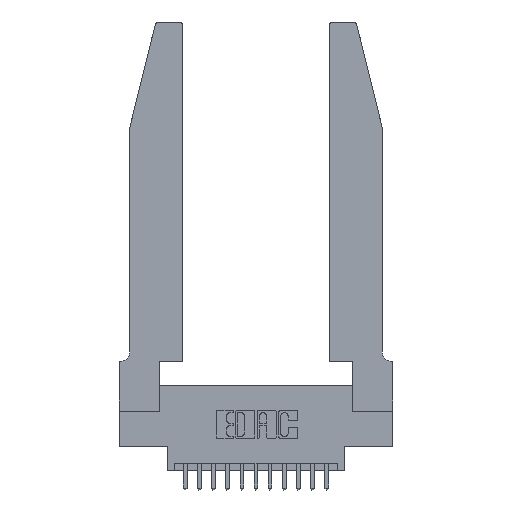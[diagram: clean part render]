
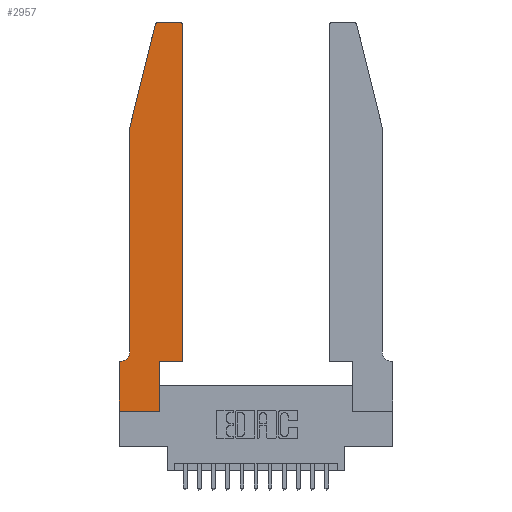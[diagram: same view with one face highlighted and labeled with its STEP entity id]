
A CAD part, top view. The second image highlights one B-rep face of the part: STEP entity #2957.
In plain terms, the highlighted planar face has unit normal (0, 0, 1).
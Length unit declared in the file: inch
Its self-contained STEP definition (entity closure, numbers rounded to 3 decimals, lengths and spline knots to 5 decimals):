
#161 = VERTEX_POINT ( 'NONE', #7218 ) ;
#639 = DIRECTION ( 'NONE',  ( 0., 1., 0. ) ) ;
#693 = CARTESIAN_POINT ( 'NONE',  ( 0.0755, 2., 0.37 ) ) ;
#696 = DIRECTION ( 'NONE',  ( 0., 0., -1. ) ) ;
#1044 = DIRECTION ( 'NONE',  ( 0., 1., 0. ) ) ;
#1061 = CARTESIAN_POINT ( 'NONE',  ( 0.2865, 0.35, 0.37 ) ) ;
#1084 = VECTOR ( 'NONE', #639, 39.37008 ) ;
#1094 = AXIS2_PLACEMENT_3D ( 'NONE', #7634, #8777, #6092 ) ;
#1483 = VERTEX_POINT ( 'NONE', #6389 ) ;
#1497 = VECTOR ( 'NONE', #13155, 39.37008 ) ;
#1525 = VERTEX_POINT ( 'NONE', #17030 ) ;
#1606 = DIRECTION ( 'NONE',  ( 0., 0., 1. ) ) ;
#1678 = VERTEX_POINT ( 'NONE', #5434 ) ;
#1698 = ORIENTED_EDGE ( 'NONE', *, *, #8595, .T. ) ;
#2247 = ORIENTED_EDGE ( 'NONE', *, *, #11789, .T. ) ;
#2288 = CARTESIAN_POINT ( 'NONE',  ( 0.2865, 0.35, 0.37 ) ) ;
#2307 = EDGE_CURVE ( 'NONE', #14056, #4807, #10531, .T. ) ;
#2513 = EDGE_CURVE ( 'NONE', #5355, #14056, #13872, .T. ) ;
#2957 = ADVANCED_FACE ( 'NONE', ( #11559 ), #8854, .T. ) ;
#3350 = CARTESIAN_POINT ( 'NONE',  ( 0.284, 2.75, 0.37 ) ) ;
#4104 = AXIS2_PLACEMENT_3D ( 'NONE', #9951, #1606, #11290 ) ;
#4155 = VECTOR ( 'NONE', #16062, 39.37008 ) ;
#4456 = VERTEX_POINT ( 'NONE', #5807 ) ;
#4508 = CARTESIAN_POINT ( 'NONE',  ( 0.2605, 2.75, 0.37 ) ) ;
#4654 = EDGE_CURVE ( 'NONE', #4807, #161, #4846, .T. ) ;
#4671 = EDGE_CURVE ( 'NONE', #4456, #1483, #12125, .T. ) ;
#4807 = VERTEX_POINT ( 'NONE', #15972 ) ;
#4846 = LINE ( 'NONE', #4850, #1084 ) ;
#4850 = CARTESIAN_POINT ( 'NONE',  ( 0.4505, 0.35, 0.37 ) ) ;
#5121 = VERTEX_POINT ( 'NONE', #3350 ) ;
#5355 = VERTEX_POINT ( 'NONE', #8170 ) ;
#5434 = CARTESIAN_POINT ( 'NONE',  ( 0., 0., 0.37 ) ) ;
#5664 = LINE ( 'NONE', #11799, #1497 ) ;
#5686 = CARTESIAN_POINT ( 'NONE',  ( 0.0755, 2., 0.37 ) ) ;
#5807 = CARTESIAN_POINT ( 'NONE',  ( 0.0755, 0.42, 0.37 ) ) ;
#5852 = ORIENTED_EDGE ( 'NONE', *, *, #4671, .T. ) ;
#5991 = DIRECTION ( 'NONE',  ( 0., 0., 1. ) ) ;
#6007 = CIRCLE ( 'NONE', #4104, 0.03 ) ;
#6050 = VERTEX_POINT ( 'NONE', #693 ) ;
#6063 = CARTESIAN_POINT ( 'NONE',  ( 0.0755, 0.35, 0.37 ) ) ;
#6092 = DIRECTION ( 'NONE',  ( 1., 0., 0. ) ) ;
#6242 = ORIENTED_EDGE ( 'NONE', *, *, #16647, .T. ) ;
#6376 = ORIENTED_EDGE ( 'NONE', *, *, #13795, .T. ) ;
#6386 = VECTOR ( 'NONE', #17512, 39.37008 ) ;
#6389 = CARTESIAN_POINT ( 'NONE',  ( 0.0055, 0.35, 0.37 ) ) ;
#6677 = VERTEX_POINT ( 'NONE', #10666 ) ;
#6798 = EDGE_LOOP ( 'NONE', ( #6376, #16840, #2247, #6242, #5852, #16229, #9120, #1698, #11854, #8778, #14553, #11458 ) ) ;
#7125 = EDGE_CURVE ( 'NONE', #5121, #16028, #8878, .T. ) ;
#7202 = LINE ( 'NONE', #6063, #13577 ) ;
#7218 = CARTESIAN_POINT ( 'NONE',  ( 0.4505, 2.72, 0.37 ) ) ;
#7634 = CARTESIAN_POINT ( 'NONE',  ( 0., 0.35, 0.37 ) ) ;
#8036 = CARTESIAN_POINT ( 'NONE',  ( 0.0755, 2., 0.37 ) ) ;
#8170 = CARTESIAN_POINT ( 'NONE',  ( 0.2865, 0., 0.37 ) ) ;
#8185 = AXIS2_PLACEMENT_3D ( 'NONE', #14136, #5991, #15456 ) ;
#8560 = CARTESIAN_POINT ( 'NONE',  ( 0.25487, 2.72718, 0.37 ) ) ;
#8595 = EDGE_CURVE ( 'NONE', #1678, #5355, #10077, .T. ) ;
#8670 = LINE ( 'NONE', #5686, #12263 ) ;
#8777 = DIRECTION ( 'NONE',  ( 0., 0., 1. ) ) ;
#8778 = ORIENTED_EDGE ( 'NONE', *, *, #2307, .T. ) ;
#8854 = PLANE ( 'NONE',  #1094 ) ;
#8878 = CIRCLE ( 'NONE', #8185, 0.03 ) ;
#9088 = CARTESIAN_POINT ( 'NONE',  ( 0.0055, 0.42, 0.37 ) ) ;
#9120 = ORIENTED_EDGE ( 'NONE', *, *, #14663, .T. ) ;
#9951 = CARTESIAN_POINT ( 'NONE',  ( 0.4205, 2.72, 0.37 ) ) ;
#10077 = LINE ( 'NONE', #14815, #6386 ) ;
#10244 = DIRECTION ( 'NONE',  ( -1., 0., 0. ) ) ;
#10452 = DIRECTION ( 'NONE',  ( -1., 0., 0. ) ) ;
#10531 = LINE ( 'NONE', #11265, #17188 ) ;
#10666 = CARTESIAN_POINT ( 'NONE',  ( 0.4205, 2.75, 0.37 ) ) ;
#11203 = EDGE_CURVE ( 'NONE', #1483, #1525, #7202, .T. ) ;
#11213 = DIRECTION ( 'NONE',  ( 0., -1., 0. ) ) ;
#11265 = CARTESIAN_POINT ( 'NONE',  ( 0.4505, 0.35, 0.37 ) ) ;
#11290 = DIRECTION ( 'NONE',  ( 1., 0., 0. ) ) ;
#11458 = ORIENTED_EDGE ( 'NONE', *, *, #13763, .T. ) ;
#11466 = LINE ( 'NONE', #8036, #4155 ) ;
#11559 = FACE_OUTER_BOUND ( 'NONE', #6798, .T. ) ;
#11789 = EDGE_CURVE ( 'NONE', #16028, #6050, #11466, .T. ) ;
#11799 = CARTESIAN_POINT ( 'NONE',  ( 0., 0., 0.37 ) ) ;
#11854 = ORIENTED_EDGE ( 'NONE', *, *, #2513, .T. ) ;
#12011 = LINE ( 'NONE', #4508, #15108 ) ;
#12125 = CIRCLE ( 'NONE', #12682, 0.07 ) ;
#12263 = VECTOR ( 'NONE', #11213, 39.37008 ) ;
#12682 = AXIS2_PLACEMENT_3D ( 'NONE', #9088, #696, #10452 ) ;
#12695 = DIRECTION ( 'NONE',  ( -1., 0., 0. ) ) ;
#13155 = DIRECTION ( 'NONE',  ( 0., -1., 0. ) ) ;
#13327 = DIRECTION ( 'NONE',  ( 1., 0., 0. ) ) ;
#13577 = VECTOR ( 'NONE', #10244, 39.37008 ) ;
#13763 = EDGE_CURVE ( 'NONE', #161, #6677, #6007, .T. ) ;
#13795 = EDGE_CURVE ( 'NONE', #6677, #5121, #12011, .T. ) ;
#13872 = LINE ( 'NONE', #1061, #14667 ) ;
#14056 = VERTEX_POINT ( 'NONE', #2288 ) ;
#14136 = CARTESIAN_POINT ( 'NONE',  ( 0.284, 2.72, 0.37 ) ) ;
#14553 = ORIENTED_EDGE ( 'NONE', *, *, #4654, .T. ) ;
#14663 = EDGE_CURVE ( 'NONE', #1525, #1678, #5664, .T. ) ;
#14667 = VECTOR ( 'NONE', #1044, 39.37008 ) ;
#14815 = CARTESIAN_POINT ( 'NONE',  ( 0., 0., 0.37 ) ) ;
#15108 = VECTOR ( 'NONE', #12695, 39.37008 ) ;
#15456 = DIRECTION ( 'NONE',  ( 1., 0., 0. ) ) ;
#15972 = CARTESIAN_POINT ( 'NONE',  ( 0.4505, 0.35, 0.37 ) ) ;
#16028 = VERTEX_POINT ( 'NONE', #8560 ) ;
#16062 = DIRECTION ( 'NONE',  ( -0.239, -0.971, 0. ) ) ;
#16229 = ORIENTED_EDGE ( 'NONE', *, *, #11203, .T. ) ;
#16647 = EDGE_CURVE ( 'NONE', #6050, #4456, #8670, .T. ) ;
#16840 = ORIENTED_EDGE ( 'NONE', *, *, #7125, .T. ) ;
#17030 = CARTESIAN_POINT ( 'NONE',  ( 0., 0.35, 0.37 ) ) ;
#17188 = VECTOR ( 'NONE', #13327, 39.37008 ) ;
#17512 = DIRECTION ( 'NONE',  ( 1., 0., 0. ) ) ;
